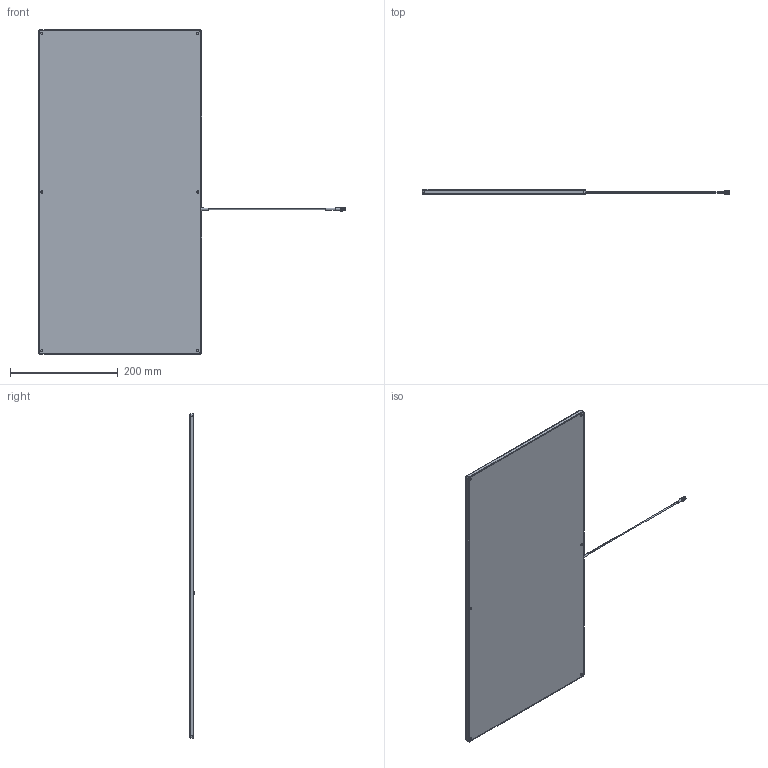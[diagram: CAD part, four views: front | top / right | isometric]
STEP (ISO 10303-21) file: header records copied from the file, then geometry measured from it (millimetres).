
FILE_DESCRIPTION (( 'STEP AP214' ), '1' );
FILE_NAME ('A5060 Antenna (B_Formed) 17-3-25.STEP', '2025-03-17T01:40:55', ( '' ), ( '' ), 'SwSTEP 2.0', 'SolidWorks 2019', '' );
FILE_SCHEMA (( 'AUTOMOTIVE_DESIGN' ));
Length unit declared in the file: millimetre
Products named in the file (1): A5060 Antenna (B_Formed) 17-3-25
Bounding box: 572.5 x 9.8 x 604 mm (x, y, z)
Volume: 1570379 mm3; surface area: 406116.1 mm2
Topology: 1 solids, 1 shells, 132 faces, 308 edges, 194 vertices
Faces by surface type: cylinder 71, plane 38, cone 12, torus 8, bspline 3
Entity records: 6371 total; most frequent: CARTESIAN_POINT 1986, DIRECTION 622, ORIENTED_EDGE 616, EDGE_CURVE 308, AXIS2_PLACEMENT_3D 244, VERTEX_POINT 194, EDGE_LOOP 148, LINE 134
